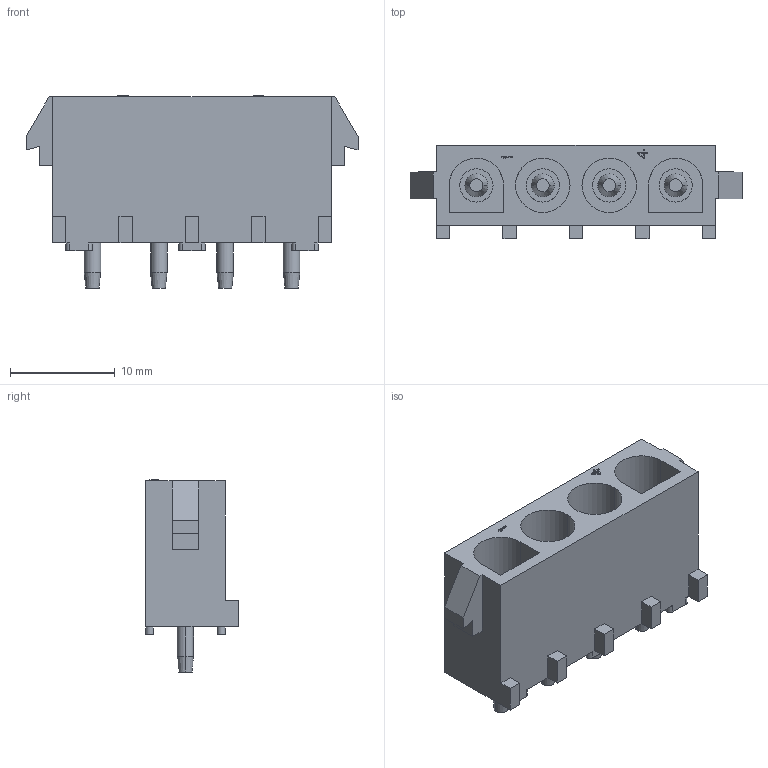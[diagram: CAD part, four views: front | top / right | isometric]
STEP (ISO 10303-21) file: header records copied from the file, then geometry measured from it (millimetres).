
FILE_DESCRIPTION((''),'2;1');
FILE_NAME('TYCO_350792-1.stp','2008-06-04T17:28:03',(''),(''),'Mechanical Desktop 2008','Mechanical Desktop 2008',', , ');
FILE_SCHEMA(('AUTOMOTIVE_DESIGN { 1 2 10303 214 1 1 1 1 }'));
Length unit declared in the file: millimetre
Products named in the file (2): ProductA; Product
Bounding box: 31.75 x 8.89 x 18.38 mm (x, y, z)
Volume: 1953 mm3; surface area: 2771.3 mm2
Topology: 1 solids, 1 shells, 155 faces, 383 edges, 250 vertices
Faces by surface type: plane 97, cylinder 42, cone 16
Entity records: 4628 total; most frequent: DIRECTION 797, CARTESIAN_POINT 790, ORIENTED_EDGE 766, EDGE_CURVE 383, VECTOR 283, LINE 283, AXIS2_PLACEMENT_3D 257, VERTEX_POINT 250
